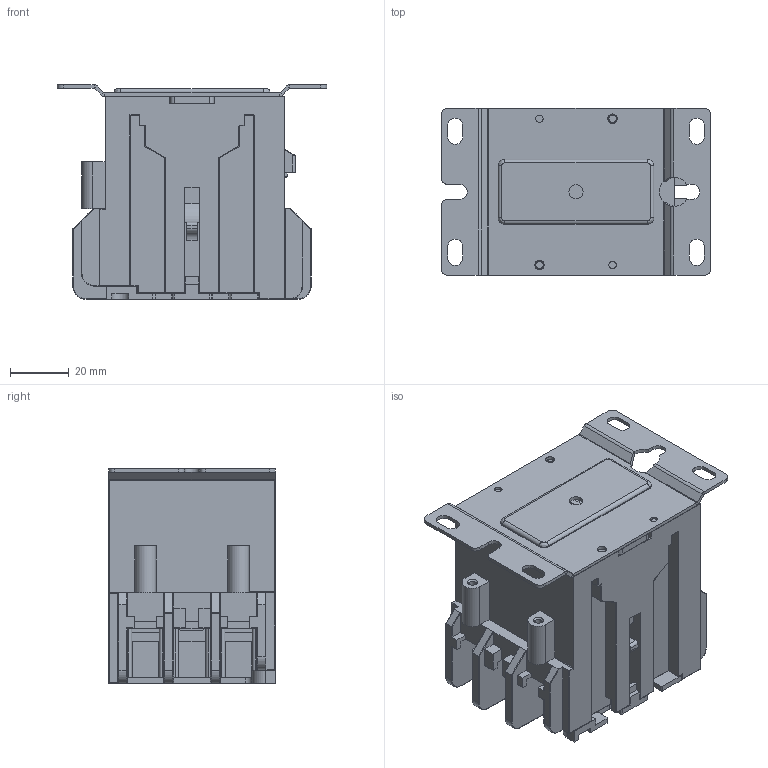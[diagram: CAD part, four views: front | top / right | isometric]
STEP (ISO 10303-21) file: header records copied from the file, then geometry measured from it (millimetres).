
FILE_DESCRIPTION((''),'2;1');
FILE_NAME('2HC_401_1012_ASM','2021-06-11T',('LESTER'),(''),'PRO/ENGINEER BY PARAMETRIC TECHNOLOGY CORPORATION, 2017170','PRO/ENGINEER BY PARAMETRIC TECHNOLOGY CORPORATION, 2017170','');
FILE_SCHEMA(('CONFIG_CONTROL_DESIGN'));
Length unit declared in the file: millimetre
Products named in the file (11): 8HC_024_1007; 5HC_024_1006_1-8_ASM; 8HC_104_1006; 5HC_104_1006_ASM; 8HC_732_1005; 5HC_520_1007_1-5_ASM; 8HC_325_1006; 5HC_520_1008_1-5_ASM; 8HC_062_1004; 8HC_315_1007; 2HC_401_1012_ASM
Assembly tree (10 placements, depth 4):
  2HC_401_1012_ASM
    5HC_024_1006_1-8_ASM
      8HC_024_1007
    5HC_104_1006_ASM
      8HC_104_1006
    5HC_520_1008_1-5_ASM
      5HC_520_1007_1-5_ASM
        8HC_732_1005
      8HC_325_1006
    8HC_062_1004
    8HC_315_1007
Bounding box: 92.07 x 57 x 73.33 mm (x, y, z)
Surface area: 89976.2 mm2 (no closed solid volume)
Topology: 0 solids, 8 shells, 2098 faces, 5602 edges, 3569 vertices
Faces by surface type: plane 1367, cylinder 546, sphere 63, torus 56, cone 52, bspline 14
Entity records: 65559 total; most frequent: CARTESIAN_POINT 12421, ORIENTED_EDGE 11204, DIRECTION 10809, EDGE_CURVE 5602, VECTOR 4355, LINE 4355, VERTEX_POINT 3569, AXIS2_PLACEMENT_3D 3227
